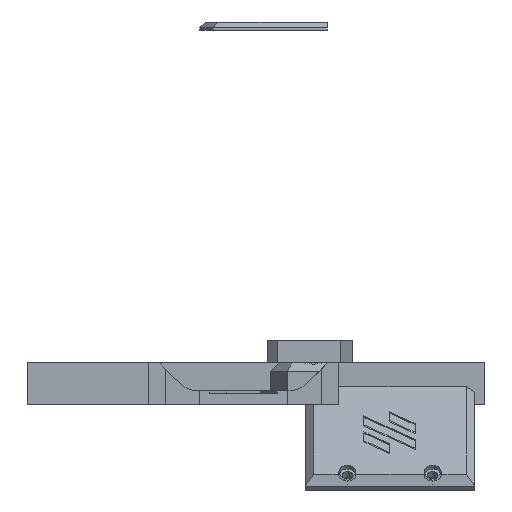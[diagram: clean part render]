
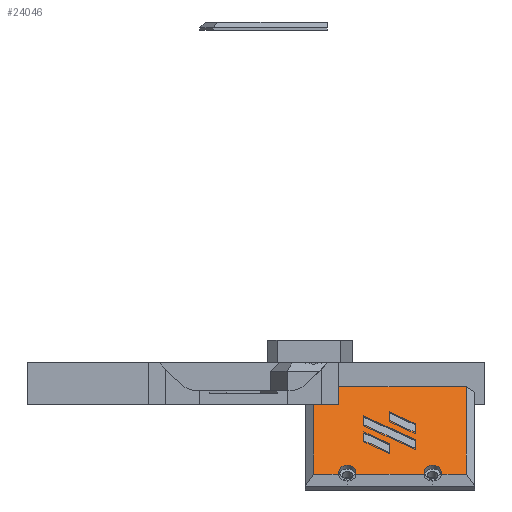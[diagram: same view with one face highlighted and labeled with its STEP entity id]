
A CAD part, left-side view. The second image highlights one B-rep face of the part: STEP entity #24046.
In plain terms, the highlighted planar face has unit normal (-0.707, 0, 0.707).
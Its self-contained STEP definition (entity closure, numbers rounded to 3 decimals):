
#143=FACE_BOUND('',#2627,.T.);
#144=FACE_BOUND('',#2628,.T.);
#145=FACE_BOUND('',#2629,.T.);
#308=CIRCLE('',#25368,3.);
#309=CIRCLE('',#25369,3.);
#310=CIRCLE('',#25385,3.);
#311=CIRCLE('',#25386,3.);
#1312=FACE_OUTER_BOUND('',#2626,.T.);
#2626=EDGE_LOOP('',(#19751,#19752,#19753,#19754,#19755,#19756,#19757,#19758,
#19759,#19760));
#2627=EDGE_LOOP('',(#19761,#19762,#19763,#19764));
#2628=EDGE_LOOP('',(#19765,#19766,#19767,#19768));
#2629=EDGE_LOOP('',(#19769,#19770,#19771,#19772));
#5237=LINE('',#36455,#8460);
#5241=LINE('',#36464,#8464);
#5245=LINE('',#36473,#8468);
#5253=LINE('',#36500,#8476);
#5256=LINE('',#36506,#8479);
#5259=LINE('',#36512,#8482);
#5261=LINE('',#36517,#8484);
#5264=LINE('',#36521,#8487);
#5266=LINE('',#36527,#8489);
#5269=LINE('',#36531,#8492);
#5271=LINE('',#36537,#8494);
#5274=LINE('',#36541,#8497);
#5278=LINE('',#36557,#8501);
#5279=LINE('',#36559,#8502);
#5280=LINE('',#36561,#8503);
#5281=LINE('',#36563,#8504);
#5282=LINE('',#36564,#8505);
#5283=LINE('',#36565,#8506);
#8460=VECTOR('',#29778,10.);
#8464=VECTOR('',#29784,10.);
#8468=VECTOR('',#29790,10.);
#8476=VECTOR('',#29818,10.);
#8479=VECTOR('',#29823,10.);
#8482=VECTOR('',#29828,10.);
#8484=VECTOR('',#29832,10.);
#8487=VECTOR('',#29837,10.);
#8489=VECTOR('',#29843,10.);
#8492=VECTOR('',#29848,10.);
#8494=VECTOR('',#29854,10.);
#8497=VECTOR('',#29859,10.);
#8501=VECTOR('',#29877,10.);
#8502=VECTOR('',#29878,10.);
#8503=VECTOR('',#29879,10.);
#8504=VECTOR('',#29880,10.);
#8505=VECTOR('',#29881,10.);
#8506=VECTOR('',#29882,10.);
#11008=VERTEX_POINT('',#36452);
#11009=VERTEX_POINT('',#36454);
#11012=VERTEX_POINT('',#36461);
#11013=VERTEX_POINT('',#36463);
#11016=VERTEX_POINT('',#36470);
#11017=VERTEX_POINT('',#36472);
#11022=VERTEX_POINT('',#36488);
#11023=VERTEX_POINT('',#36489);
#11024=VERTEX_POINT('',#36491);
#11026=VERTEX_POINT('',#36498);
#11028=VERTEX_POINT('',#36504);
#11030=VERTEX_POINT('',#36510);
#11032=VERTEX_POINT('',#36516);
#11034=VERTEX_POINT('',#36526);
#11036=VERTEX_POINT('',#36536);
#11038=VERTEX_POINT('',#36548);
#11039=VERTEX_POINT('',#36549);
#11040=VERTEX_POINT('',#36551);
#11041=VERTEX_POINT('',#36556);
#11042=VERTEX_POINT('',#36558);
#11043=VERTEX_POINT('',#36560);
#11044=VERTEX_POINT('',#36562);
#14020=EDGE_CURVE('',#11009,#11008,#5237,.T.);
#14024=EDGE_CURVE('',#11013,#11012,#5241,.T.);
#14028=EDGE_CURVE('',#11017,#11016,#5245,.T.);
#14036=EDGE_CURVE('',#11024,#11022,#308,.T.);
#14038=EDGE_CURVE('',#11023,#11024,#309,.T.);
#14041=EDGE_CURVE('',#11008,#11026,#5253,.T.);
#14044=EDGE_CURVE('',#11012,#11028,#5256,.T.);
#14047=EDGE_CURVE('',#11016,#11030,#5259,.T.);
#14049=EDGE_CURVE('',#11032,#11013,#5261,.T.);
#14052=EDGE_CURVE('',#11028,#11032,#5264,.T.);
#14054=EDGE_CURVE('',#11034,#11009,#5266,.T.);
#14057=EDGE_CURVE('',#11026,#11034,#5269,.T.);
#14059=EDGE_CURVE('',#11036,#11017,#5271,.T.);
#14062=EDGE_CURVE('',#11030,#11036,#5274,.T.);
#14066=EDGE_CURVE('',#11040,#11038,#310,.T.);
#14068=EDGE_CURVE('',#11039,#11040,#311,.T.);
#14069=EDGE_CURVE('',#11041,#11022,#5278,.T.);
#14070=EDGE_CURVE('',#11042,#11041,#5279,.T.);
#14071=EDGE_CURVE('',#11043,#11042,#5280,.T.);
#14072=EDGE_CURVE('',#11044,#11043,#5281,.T.);
#14073=EDGE_CURVE('',#11039,#11044,#5282,.T.);
#14074=EDGE_CURVE('',#11023,#11038,#5283,.T.);
#19751=ORIENTED_EDGE('',*,*,#14069,.F.);
#19752=ORIENTED_EDGE('',*,*,#14070,.F.);
#19753=ORIENTED_EDGE('',*,*,#14071,.F.);
#19754=ORIENTED_EDGE('',*,*,#14072,.F.);
#19755=ORIENTED_EDGE('',*,*,#14073,.F.);
#19756=ORIENTED_EDGE('',*,*,#14068,.T.);
#19757=ORIENTED_EDGE('',*,*,#14066,.T.);
#19758=ORIENTED_EDGE('',*,*,#14074,.F.);
#19759=ORIENTED_EDGE('',*,*,#14038,.T.);
#19760=ORIENTED_EDGE('',*,*,#14036,.T.);
#19761=ORIENTED_EDGE('',*,*,#14057,.T.);
#19762=ORIENTED_EDGE('',*,*,#14054,.T.);
#19763=ORIENTED_EDGE('',*,*,#14020,.T.);
#19764=ORIENTED_EDGE('',*,*,#14041,.T.);
#19765=ORIENTED_EDGE('',*,*,#14052,.T.);
#19766=ORIENTED_EDGE('',*,*,#14049,.T.);
#19767=ORIENTED_EDGE('',*,*,#14024,.T.);
#19768=ORIENTED_EDGE('',*,*,#14044,.T.);
#19769=ORIENTED_EDGE('',*,*,#14062,.T.);
#19770=ORIENTED_EDGE('',*,*,#14059,.T.);
#19771=ORIENTED_EDGE('',*,*,#14028,.T.);
#19772=ORIENTED_EDGE('',*,*,#14047,.T.);
#22883=PLANE('',#25387);
#24046=ADVANCED_FACE('',(#1312,#143,#144,#145),#22883,.F.);
#25368=AXIS2_PLACEMENT_3D('',#36492,#29809,#29810);
#25369=AXIS2_PLACEMENT_3D('',#36494,#29812,#29813);
#25385=AXIS2_PLACEMENT_3D('',#36552,#29870,#29871);
#25386=AXIS2_PLACEMENT_3D('',#36554,#29873,#29874);
#25387=AXIS2_PLACEMENT_3D('',#36555,#29875,#29876);
#29778=DIRECTION('',(0.388,0.836,0.388));
#29784=DIRECTION('',(0.707,0.,0.707));
#29790=DIRECTION('',(-0.388,-0.836,-0.388));
#29809=DIRECTION('center_axis',(0.707,0.,
-0.707));
#29810=DIRECTION('ref_axis',(0.,-1.,0.));
#29812=DIRECTION('center_axis',(0.707,0.,
-0.707));
#29813=DIRECTION('ref_axis',(0.,-1.,0.));
#29818=DIRECTION('',(0.707,0.,0.707));
#29823=DIRECTION('',(-0.388,-0.836,-0.388));
#29828=DIRECTION('',(-0.707,0.,-0.707));
#29832=DIRECTION('',(0.388,0.836,0.388));
#29837=DIRECTION('',(-0.707,0.,-0.707));
#29843=DIRECTION('',(-0.707,0.,-0.707));
#29848=DIRECTION('',(-0.388,-0.836,-0.388));
#29854=DIRECTION('',(0.707,0.,0.707));
#29859=DIRECTION('',(0.388,0.836,0.388));
#29870=DIRECTION('center_axis',(0.707,0.,
-0.707));
#29871=DIRECTION('ref_axis',(0.,-1.,0.));
#29873=DIRECTION('center_axis',(0.707,0.,
-0.707));
#29874=DIRECTION('ref_axis',(0.,-1.,0.));
#29875=DIRECTION('center_axis',(0.707,0.,
-0.707));
#29876=DIRECTION('ref_axis',(0.707,0.,0.707));
#29877=DIRECTION('',(0.,1.,0.));
#29878=DIRECTION('',(-0.707,0.,-0.707));
#29879=DIRECTION('',(0.,-1.,0.));
#29880=DIRECTION('',(0.707,0.,0.707));
#29881=DIRECTION('',(0.,1.,0.));
#29882=DIRECTION('',(0.,1.,0.));
#36452=CARTESIAN_POINT('',(29.273,41.009,-12.727));
#36454=CARTESIAN_POINT('',(25.028,31.875,-16.972));
#36455=CARTESIAN_POINT('',(26.088,34.155,-15.912));
#36461=CARTESIAN_POINT('',(38.097,41.009,-3.903));
#36463=CARTESIAN_POINT('',(34.994,41.009,-7.006));
#36464=CARTESIAN_POINT('',(33.618,41.009,-8.382));
#36470=CARTESIAN_POINT('',(35.325,22.752,-6.675));
#36472=CARTESIAN_POINT('',(39.571,31.886,-2.429));
#36473=CARTESIAN_POINT('',(38.435,29.442,-3.565));
#36488=CARTESIAN_POINT('',(17.321,13.902,-24.679));
#36489=CARTESIAN_POINT('',(17.321,19.098,-24.679));
#36491=CARTESIAN_POINT('',(18.382,19.5,-23.618));
#36492=CARTESIAN_POINT('Origin',(18.382,16.5,-23.618));
#36494=CARTESIAN_POINT('Origin',(18.382,16.5,-23.618));
#36498=CARTESIAN_POINT('',(32.377,41.009,-9.623));
#36500=CARTESIAN_POINT('',(30.757,41.009,-11.243));
#36504=CARTESIAN_POINT('',(29.606,22.739,-12.394));
#36506=CARTESIAN_POINT('',(35.703,35.858,-6.297));
#36510=CARTESIAN_POINT('',(32.221,22.752,-9.779));
#36512=CARTESIAN_POINT('',(33.783,22.752,-8.217));
#36516=CARTESIAN_POINT('',(26.502,22.739,-15.498));
#36517=CARTESIAN_POINT('',(28.822,27.73,-13.178));
#36521=CARTESIAN_POINT('',(30.924,22.739,-11.076));
#36526=CARTESIAN_POINT('',(28.132,31.875,-13.868));
#36527=CARTESIAN_POINT('',(30.186,31.875,-11.814));
#36531=CARTESIAN_POINT('',(30.846,37.714,-11.154));
#36536=CARTESIAN_POINT('',(36.467,31.886,-5.533));
#36537=CARTESIAN_POINT('',(34.354,31.886,-7.646));
#36541=CARTESIAN_POINT('',(33.677,25.882,-8.323));
#36548=CARTESIAN_POINT('',(17.321,44.302,-24.679));
#36549=CARTESIAN_POINT('',(17.321,49.498,-24.679));
#36551=CARTESIAN_POINT('',(18.382,49.9,-23.618));
#36552=CARTESIAN_POINT('Origin',(18.382,46.9,-23.618));
#36554=CARTESIAN_POINT('Origin',(18.382,46.9,-23.618));
#36555=CARTESIAN_POINT('Origin',(32.241,31.7,-9.759));
#36556=CARTESIAN_POINT('',(17.321,4.5,-24.679));
#36557=CARTESIAN_POINT('',(17.321,16.6,-24.679));
#36558=CARTESIAN_POINT('',(48.575,4.5,6.575));
#36559=CARTESIAN_POINT('',(40.762,4.5,-1.238));
#36560=CARTESIAN_POINT('',(48.575,58.9,6.575));
#36561=CARTESIAN_POINT('',(48.575,46.8,6.575));
#36562=CARTESIAN_POINT('',(17.321,58.9,-24.679));
#36563=CARTESIAN_POINT('',(23.721,58.9,-18.279));
#36564=CARTESIAN_POINT('',(17.321,16.6,-24.679));
#36565=CARTESIAN_POINT('',(17.321,16.6,-24.679));
